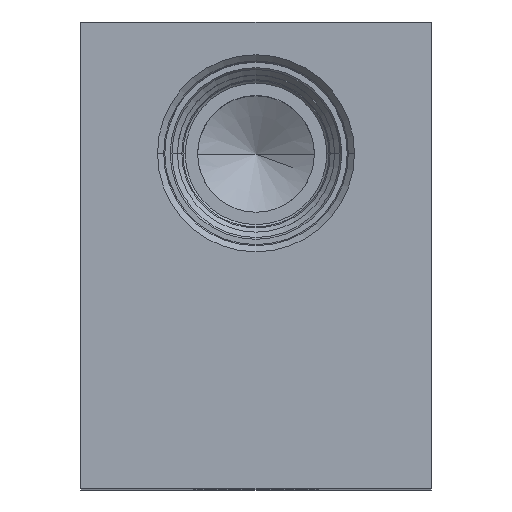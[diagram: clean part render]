
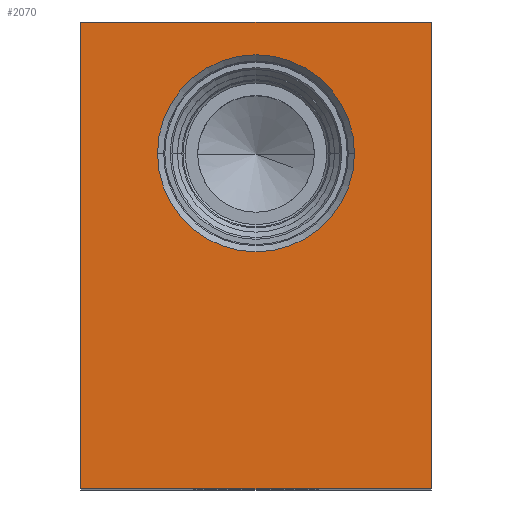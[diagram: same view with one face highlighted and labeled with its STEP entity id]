
A CAD part, top view. The second image highlights one B-rep face of the part: STEP entity #2070.
In plain terms, the highlighted planar face has unit normal (0, 0, 1).
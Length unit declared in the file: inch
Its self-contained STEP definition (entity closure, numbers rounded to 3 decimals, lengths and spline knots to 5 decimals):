
#113=DIRECTION('',(0.,-1.,0.));
#114=VECTOR('',#113,4.);
#115=CARTESIAN_POINT('',(0.,0.,5.5));
#116=LINE('',#115,#114);
#117=DIRECTION('',(-1.,0.,0.));
#118=VECTOR('',#117,3.);
#119=CARTESIAN_POINT('',(3.,0.,5.5));
#120=LINE('',#119,#118);
#121=DIRECTION('',(0.,1.,0.));
#122=VECTOR('',#121,4.);
#123=CARTESIAN_POINT('',(3.,-4.,5.5));
#124=LINE('',#123,#122);
#125=DIRECTION('',(1.,0.,0.));
#126=VECTOR('',#125,3.);
#127=CARTESIAN_POINT('',(0.,-4.,5.5));
#128=LINE('',#127,#126);
#129=CARTESIAN_POINT('',(1.5,-1.125,5.5));
#130=DIRECTION('',(0.,0.,-1.));
#131=DIRECTION('',(-1.,0.,0.));
#132=AXIS2_PLACEMENT_3D('',#129,#130,#131);
#134=CARTESIAN_POINT('',(1.5,-1.125,5.5));
#135=DIRECTION('',(0.,0.,-1.));
#136=DIRECTION('',(1.,0.,0.));
#137=AXIS2_PLACEMENT_3D('',#134,#135,#136);
#1693=CARTESIAN_POINT('',(0.,0.,5.5));
#1694=CARTESIAN_POINT('',(0.,-4.,5.5));
#1695=VERTEX_POINT('',#1693);
#1696=VERTEX_POINT('',#1694);
#1697=CARTESIAN_POINT('',(3.,-4.,5.5));
#1698=VERTEX_POINT('',#1697);
#1699=CARTESIAN_POINT('',(3.,0.,5.5));
#1700=VERTEX_POINT('',#1699);
#1739=CARTESIAN_POINT('',(2.344,-1.125,5.5));
#1741=VERTEX_POINT('',#1739);
#1751=CARTESIAN_POINT('',(0.656,-1.125,5.5));
#1752=VERTEX_POINT('',#1751);
#2053=CARTESIAN_POINT('',(0.,0.,5.5));
#2054=DIRECTION('',(0.,0.,1.));
#2055=DIRECTION('',(1.,0.,0.));
#2056=AXIS2_PLACEMENT_3D('',#2053,#2054,#2055);
#2057=PLANE('',#2056);
#2058=ORIENTED_EDGE('',*,*,#1963,.F.);
#2059=ORIENTED_EDGE('',*,*,#1990,.F.);
#2060=ORIENTED_EDGE('',*,*,#2016,.F.);
#2061=ORIENTED_EDGE('',*,*,#2035,.F.);
#2062=EDGE_LOOP('',(#2058,#2059,#2060,#2061));
#2063=FACE_OUTER_BOUND('',#2062,.F.);
#2065=ORIENTED_EDGE('',*,*,#2064,.F.);
#2067=ORIENTED_EDGE('',*,*,#2066,.F.);
#2068=EDGE_LOOP('',(#2065,#2067));
#2069=FACE_BOUND('',#2068,.F.);
#2070=ADVANCED_FACE('',(#2063,#2069),#2057,.T.);
#133=CIRCLE('',#132,0.844);
#138=CIRCLE('',#137,0.844);
#1963=EDGE_CURVE('',#1695,#1696,#116,.T.);
#1990=EDGE_CURVE('',#1700,#1695,#120,.T.);
#2016=EDGE_CURVE('',#1698,#1700,#124,.T.);
#2035=EDGE_CURVE('',#1696,#1698,#128,.T.);
#2064=EDGE_CURVE('',#1752,#1741,#133,.T.);
#2066=EDGE_CURVE('',#1741,#1752,#138,.T.);
